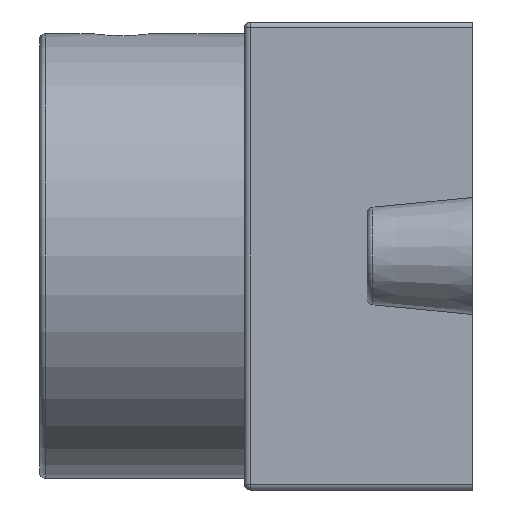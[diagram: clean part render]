
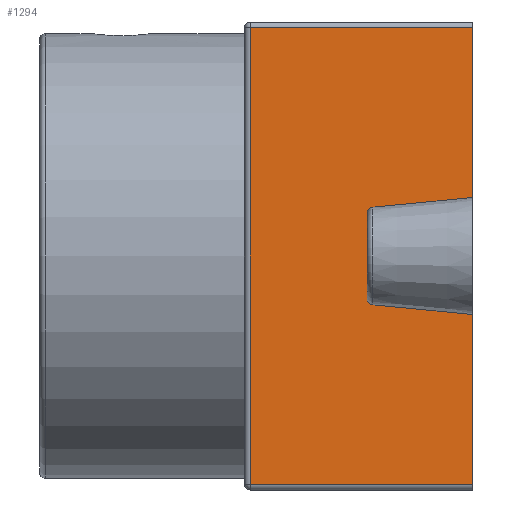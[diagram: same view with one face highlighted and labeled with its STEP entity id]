
A CAD part, left-side view. The second image highlights one B-rep face of the part: STEP entity #1294.
In plain terms, the highlighted planar face has unit normal (-1, 0, 0).
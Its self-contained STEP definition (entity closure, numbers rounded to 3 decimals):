
#26 = CARTESIAN_POINT ( 'NONE',  ( -8., 7.8, 7.8 ) ) ;
#98 = AXIS2_PLACEMENT_3D ( 'NONE', #1661, #890, #125 ) ;
#125 = DIRECTION ( 'NONE',  ( 0., 0., -1. ) ) ;
#132 = AXIS2_PLACEMENT_3D ( 'NONE', #466, #585, #1514 ) ;
#149 = CARTESIAN_POINT ( 'NONE',  ( -8., 7.6, 7.8 ) ) ;
#184 = ORIENTED_EDGE ( 'NONE', *, *, #1205, .T. ) ;
#189 = VERTEX_POINT ( 'NONE', #1053 ) ;
#209 = CARTESIAN_POINT ( 'NONE',  ( -8., 3.6, -2. ) ) ;
#219 = CARTESIAN_POINT ( 'NONE',  ( -8., 0., -2. ) ) ;
#226 = VERTEX_POINT ( 'NONE', #149 ) ;
#239 = VECTOR ( 'NONE', #315, 1000. ) ;
#247 = CARTESIAN_POINT ( 'NONE',  ( -8., 3.6, -1.469 ) ) ;
#255 = VECTOR ( 'NONE', #1641, 1000. ) ;
#309 = VECTOR ( 'NONE', #1386, 1000. ) ;
#315 = DIRECTION ( 'NONE',  ( 0., 0., 1. ) ) ;
#346 = DIRECTION ( 'NONE',  ( 0., 0., -1. ) ) ;
#407 = VERTEX_POINT ( 'NONE', #1380 ) ;
#450 = DIRECTION ( 'NONE',  ( 1., 0., 0. ) ) ;
#466 = CARTESIAN_POINT ( 'NONE',  ( -8., 7.8, -8. ) ) ;
#503 = AXIS2_PLACEMENT_3D ( 'NONE', #1224, #450, #1352 ) ;
#535 = ORIENTED_EDGE ( 'NONE', *, *, #1074, .T. ) ;
#547 = EDGE_LOOP ( 'NONE', ( #1531, #1181, #1498, #1273, #892, #1011, #1070, #184, #535, #1445 ) ) ;
#550 = EDGE_CURVE ( 'NONE', #226, #906, #1298, .T. ) ;
#585 = DIRECTION ( 'NONE',  ( 1., 0., 0. ) ) ;
#601 = CARTESIAN_POINT ( 'NONE',  ( -8., 7.6, -8. ) ) ;
#618 = CIRCLE ( 'NONE', #503, 0.2 ) ;
#634 = EDGE_CURVE ( 'NONE', #407, #189, #1128, .T. ) ;
#696 = LINE ( 'NONE', #26, #1651 ) ;
#700 = DIRECTION ( 'NONE',  ( 0., -0.995, 0.097 ) ) ;
#750 = VECTOR ( 'NONE', #1401, 1000. ) ;
#813 = FACE_OUTER_BOUND ( 'NONE', #547, .T. ) ;
#820 = EDGE_CURVE ( 'NONE', #1606, #226, #696, .T. ) ;
#825 = VERTEX_POINT ( 'NONE', #915 ) ;
#849 = CARTESIAN_POINT ( 'NONE',  ( -8., 3.419, -1.668 ) ) ;
#874 = VERTEX_POINT ( 'NONE', #849 ) ;
#884 = CARTESIAN_POINT ( 'NONE',  ( -8., 7.6, -7.8 ) ) ;
#890 = DIRECTION ( 'NONE',  ( 1., 0., 0. ) ) ;
#892 = ORIENTED_EDGE ( 'NONE', *, *, #820, .T. ) ;
#906 = VERTEX_POINT ( 'NONE', #884 ) ;
#915 = CARTESIAN_POINT ( 'NONE',  ( -8., 0., -2. ) ) ;
#984 = CARTESIAN_POINT ( 'NONE',  ( -8., 0., 2. ) ) ;
#1011 = ORIENTED_EDGE ( 'NONE', *, *, #550, .T. ) ;
#1015 = CARTESIAN_POINT ( 'NONE',  ( -8., 0., -7.8 ) ) ;
#1053 = CARTESIAN_POINT ( 'NONE',  ( -8., 0., 2. ) ) ;
#1054 = VERTEX_POINT ( 'NONE', #1381 ) ;
#1070 = ORIENTED_EDGE ( 'NONE', *, *, #1096, .T. ) ;
#1074 = EDGE_CURVE ( 'NONE', #825, #874, #1208, .T. ) ;
#1094 = EDGE_CURVE ( 'NONE', #189, #1606, #1480, .T. ) ;
#1096 = EDGE_CURVE ( 'NONE', #906, #1620, #1131, .T. ) ;
#1128 = LINE ( 'NONE', #1489, #1172 ) ;
#1131 = LINE ( 'NONE', #1260, #750 ) ;
#1152 = VECTOR ( 'NONE', #346, 1000. ) ;
#1159 = CIRCLE ( 'NONE', #98, 0.2 ) ;
#1172 = VECTOR ( 'NONE', #700, 1000. ) ;
#1178 = EDGE_CURVE ( 'NONE', #874, #1602, #618, .T. ) ;
#1181 = ORIENTED_EDGE ( 'NONE', *, *, #1571, .T. ) ;
#1205 = EDGE_CURVE ( 'NONE', #1620, #825, #1277, .T. ) ;
#1208 = LINE ( 'NONE', #219, #309 ) ;
#1224 = CARTESIAN_POINT ( 'NONE',  ( -8., 3.4, -1.469 ) ) ;
#1244 = PLANE ( 'NONE',  #132 ) ;
#1260 = CARTESIAN_POINT ( 'NONE',  ( -8., 0., -7.8 ) ) ;
#1273 = ORIENTED_EDGE ( 'NONE', *, *, #1094, .T. ) ;
#1277 = LINE ( 'NONE', #1491, #239 ) ;
#1289 = CARTESIAN_POINT ( 'NONE',  ( -8., 0., 7.8 ) ) ;
#1294 = ADVANCED_FACE ( 'NONE', ( #813 ), #1244, .F. ) ;
#1298 = LINE ( 'NONE', #601, #255 ) ;
#1312 = EDGE_CURVE ( 'NONE', #1054, #1602, #1549, .T. ) ;
#1352 = DIRECTION ( 'NONE',  ( 0., 0., -1. ) ) ;
#1380 = CARTESIAN_POINT ( 'NONE',  ( -8., 3.419, 1.668 ) ) ;
#1381 = CARTESIAN_POINT ( 'NONE',  ( -8., 3.6, 1.469 ) ) ;
#1386 = DIRECTION ( 'NONE',  ( 0., 0.995, 0.097 ) ) ;
#1394 = DIRECTION ( 'NONE',  ( 0., 0., 1. ) ) ;
#1401 = DIRECTION ( 'NONE',  ( 0., -1., 0. ) ) ;
#1445 = ORIENTED_EDGE ( 'NONE', *, *, #1178, .T. ) ;
#1448 = VECTOR ( 'NONE', #1394, 1000. ) ;
#1480 = LINE ( 'NONE', #984, #1448 ) ;
#1489 = CARTESIAN_POINT ( 'NONE',  ( -8., 3.6, 1.65 ) ) ;
#1491 = CARTESIAN_POINT ( 'NONE',  ( -8., 0., -8. ) ) ;
#1498 = ORIENTED_EDGE ( 'NONE', *, *, #634, .T. ) ;
#1514 = DIRECTION ( 'NONE',  ( 0., 0., -1. ) ) ;
#1531 = ORIENTED_EDGE ( 'NONE', *, *, #1312, .F. ) ;
#1549 = LINE ( 'NONE', #209, #1152 ) ;
#1570 = DIRECTION ( 'NONE',  ( 0., 1., 0. ) ) ;
#1571 = EDGE_CURVE ( 'NONE', #1054, #407, #1159, .T. ) ;
#1602 = VERTEX_POINT ( 'NONE', #247 ) ;
#1606 = VERTEX_POINT ( 'NONE', #1289 ) ;
#1620 = VERTEX_POINT ( 'NONE', #1015 ) ;
#1641 = DIRECTION ( 'NONE',  ( 0., 0., -1. ) ) ;
#1651 = VECTOR ( 'NONE', #1570, 1000. ) ;
#1661 = CARTESIAN_POINT ( 'NONE',  ( -8., 3.4, 1.469 ) ) ;
